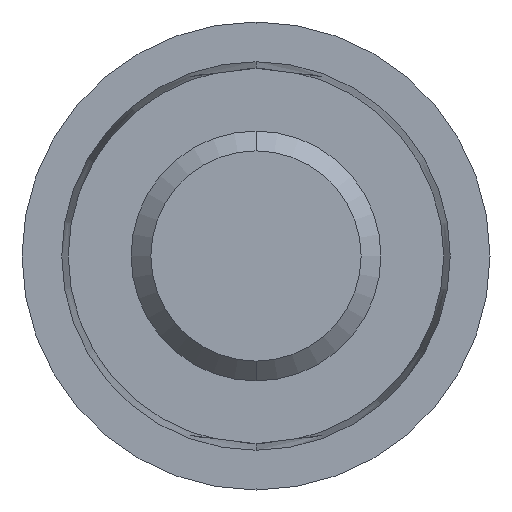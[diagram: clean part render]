
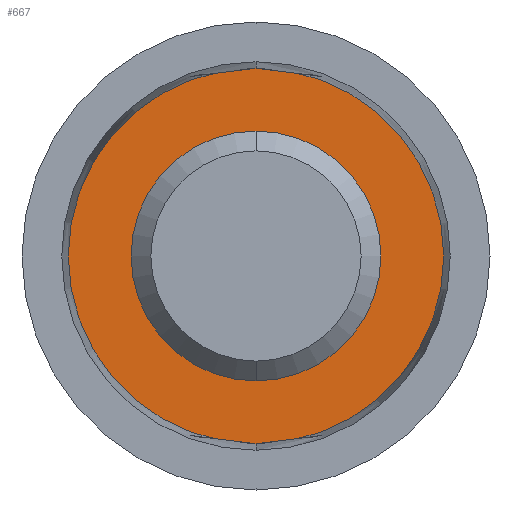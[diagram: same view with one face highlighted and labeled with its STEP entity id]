
A CAD part, front view. The second image highlights one B-rep face of the part: STEP entity #667.
In plain terms, the highlighted planar face has unit normal (0, -1, 0).
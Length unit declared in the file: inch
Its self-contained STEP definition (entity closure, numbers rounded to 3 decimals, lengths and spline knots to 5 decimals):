
#17 = VERTEX_POINT ( 'NONE', #460 ) ;
#23 = DIRECTION ( 'NONE',  ( 0., 0., -1. ) ) ;
#38 = VERTEX_POINT ( 'NONE', #719 ) ;
#40 = CARTESIAN_POINT ( 'NONE',  ( 0., 0., 0. ) ) ;
#97 = CARTESIAN_POINT ( 'NONE',  ( -0.10433, 0., 0. ) ) ;
#103 = EDGE_CURVE ( 'NONE', #909, #38, #1675, .T. ) ;
#132 = CARTESIAN_POINT ( 'NONE',  ( 0., 0., -0.18637 ) ) ;
#148 = EDGE_LOOP ( 'NONE', ( #1717, #1056 ) ) ;
#233 = AXIS2_PLACEMENT_3D ( 'NONE', #794, #418, #408 ) ;
#292 = CARTESIAN_POINT ( 'NONE',  ( 0., 0., 0. ) ) ;
#332 = EDGE_LOOP ( 'NONE', ( #1311, #610 ) ) ;
#408 = DIRECTION ( 'NONE',  ( 0., 0., -1. ) ) ;
#417 = EDGE_CURVE ( 'NONE', #17, #914, #704, .T. ) ;
#418 = DIRECTION ( 'NONE',  ( 0., -1., 0. ) ) ;
#460 = CARTESIAN_POINT ( 'NONE',  ( 0., 0., 0.18637 ) ) ;
#562 = CARTESIAN_POINT ( 'NONE',  ( 0., 0., 0. ) ) ;
#592 = PLANE ( 'NONE',  #1100 ) ;
#610 = ORIENTED_EDGE ( 'NONE', *, *, #417, .T. ) ;
#611 = CIRCLE ( 'NONE', #1272, 0.10433 ) ;
#667 = ADVANCED_FACE ( 'NONE', ( #1263, #1674 ), #592, .F. ) ;
#704 = CIRCLE ( 'NONE', #233, 0.18637 ) ;
#719 = CARTESIAN_POINT ( 'NONE',  ( 0., 0., -0.10433 ) ) ;
#726 = DIRECTION ( 'NONE',  ( 0., 0., -1. ) ) ;
#794 = CARTESIAN_POINT ( 'NONE',  ( 0., 0., 0. ) ) ;
#909 = VERTEX_POINT ( 'NONE', #1352 ) ;
#914 = VERTEX_POINT ( 'NONE', #132 ) ;
#1039 = EDGE_CURVE ( 'NONE', #38, #909, #611, .T. ) ;
#1056 = ORIENTED_EDGE ( 'NONE', *, *, #103, .F. ) ;
#1076 = DIRECTION ( 'NONE',  ( 0., -1., 0. ) ) ;
#1100 = AXIS2_PLACEMENT_3D ( 'NONE', #97, #1451, #1690 ) ;
#1263 = FACE_BOUND ( 'NONE', #148, .T. ) ;
#1272 = AXIS2_PLACEMENT_3D ( 'NONE', #562, #1481, #1381 ) ;
#1311 = ORIENTED_EDGE ( 'NONE', *, *, #1485, .T. ) ;
#1336 = CIRCLE ( 'NONE', #1362, 0.18637 ) ;
#1352 = CARTESIAN_POINT ( 'NONE',  ( 0., 0., 0.10433 ) ) ;
#1362 = AXIS2_PLACEMENT_3D ( 'NONE', #292, #1076, #23 ) ;
#1381 = DIRECTION ( 'NONE',  ( 0., 0., -1. ) ) ;
#1398 = DIRECTION ( 'NONE',  ( 0., -1., 0. ) ) ;
#1423 = AXIS2_PLACEMENT_3D ( 'NONE', #40, #1398, #726 ) ;
#1451 = DIRECTION ( 'NONE',  ( 0., 1., 0. ) ) ;
#1481 = DIRECTION ( 'NONE',  ( 0., -1., 0. ) ) ;
#1485 = EDGE_CURVE ( 'NONE', #914, #17, #1336, .T. ) ;
#1674 = FACE_OUTER_BOUND ( 'NONE', #332, .T. ) ;
#1675 = CIRCLE ( 'NONE', #1423, 0.10433 ) ;
#1690 = DIRECTION ( 'NONE',  ( 0., 0., 1. ) ) ;
#1717 = ORIENTED_EDGE ( 'NONE', *, *, #1039, .F. ) ;
